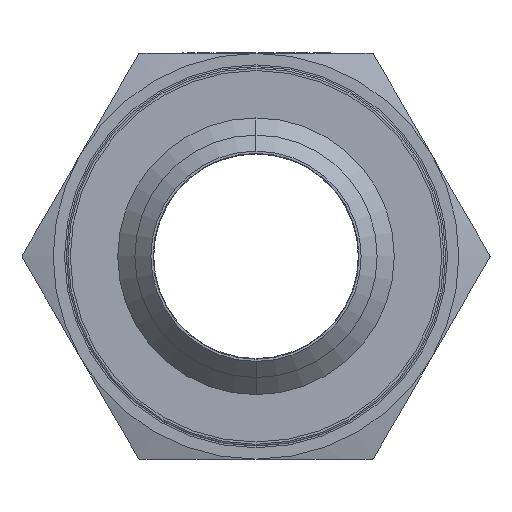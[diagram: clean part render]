
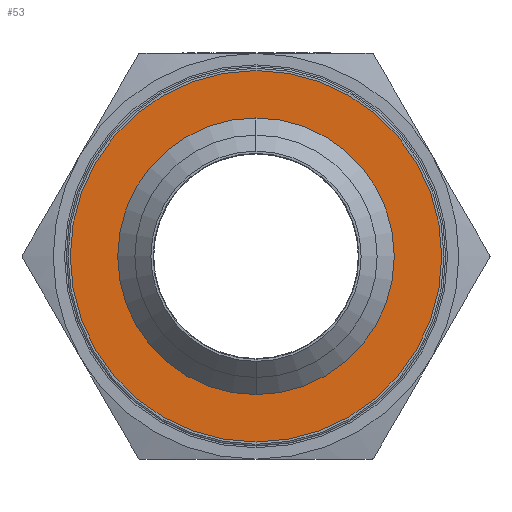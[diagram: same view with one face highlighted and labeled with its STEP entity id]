
A CAD part, left-side view. The second image highlights one B-rep face of the part: STEP entity #53.
In plain terms, the highlighted planar face has unit normal (-1, 0, 0).
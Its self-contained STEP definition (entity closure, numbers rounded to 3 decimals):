
#53 = ADVANCED_FACE ( 'NONE', ( #2452, #804 ), #6609, .F. ) ;
#513 = DIRECTION ( 'NONE',  ( 1., 0., 0. ) ) ;
#804 = FACE_OUTER_BOUND ( 'NONE', #8367, .T. ) ;
#1384 = AXIS2_PLACEMENT_3D ( 'NONE', #1547, #1594, #9770 ) ;
#1547 = CARTESIAN_POINT ( 'NONE',  ( -12.65, 0., 0. ) ) ;
#1594 = DIRECTION ( 'NONE',  ( -1., 0., 0. ) ) ;
#1985 = EDGE_CURVE ( 'NONE', #8669, #10120, #3057, .T. ) ;
#2294 = ORIENTED_EDGE ( 'NONE', *, *, #6064, .T. ) ;
#2452 = FACE_BOUND ( 'NONE', #4930, .T. ) ;
#2849 = DIRECTION ( 'NONE',  ( 1., 0., 0. ) ) ;
#2902 = CIRCLE ( 'NONE', #1384, 32.5 ) ;
#3057 = CIRCLE ( 'NONE', #12790, 24.2 ) ;
#3103 = CARTESIAN_POINT ( 'NONE',  ( -12.65, 0., 0. ) ) ;
#4015 = DIRECTION ( 'NONE',  ( 0., 0., 1. ) ) ;
#4640 = DIRECTION ( 'NONE',  ( 0., 1., 0. ) ) ;
#4930 = EDGE_LOOP ( 'NONE', ( #9816, #9566 ) ) ;
#4955 = CARTESIAN_POINT ( 'NONE',  ( -12.65, 0., 24.2 ) ) ;
#5158 = EDGE_CURVE ( 'NONE', #9901, #9971, #9891, .T. ) ;
#6064 = EDGE_CURVE ( 'NONE', #9971, #9901, #2902, .T. ) ;
#6609 = PLANE ( 'NONE',  #10940 ) ;
#6610 = DIRECTION ( 'NONE',  ( 0., 0., 1. ) ) ;
#6777 = CARTESIAN_POINT ( 'NONE',  ( -12.65, 0., 32.5 ) ) ;
#6942 = ORIENTED_EDGE ( 'NONE', *, *, #5158, .T. ) ;
#7271 = CIRCLE ( 'NONE', #9821, 24.2 ) ;
#8367 = EDGE_LOOP ( 'NONE', ( #2294, #6942 ) ) ;
#8663 = CARTESIAN_POINT ( 'NONE',  ( -12.65, 0., -24.2 ) ) ;
#8669 = VERTEX_POINT ( 'NONE', #8663 ) ;
#9041 = CARTESIAN_POINT ( 'NONE',  ( -12.65, 0., 0. ) ) ;
#9282 = DIRECTION ( 'NONE',  ( -1., 0., 0. ) ) ;
#9566 = ORIENTED_EDGE ( 'NONE', *, *, #1985, .T. ) ;
#9609 = AXIS2_PLACEMENT_3D ( 'NONE', #3103, #9282, #4015 ) ;
#9710 = CARTESIAN_POINT ( 'NONE',  ( -12.65, 0., 0. ) ) ;
#9753 = CARTESIAN_POINT ( 'NONE',  ( -12.65, 0., 0. ) ) ;
#9770 = DIRECTION ( 'NONE',  ( 0., 0., 1. ) ) ;
#9816 = ORIENTED_EDGE ( 'NONE', *, *, #10340, .T. ) ;
#9821 = AXIS2_PLACEMENT_3D ( 'NONE', #9753, #10679, #6610 ) ;
#9891 = CIRCLE ( 'NONE', #9609, 32.5 ) ;
#9901 = VERTEX_POINT ( 'NONE', #12916 ) ;
#9971 = VERTEX_POINT ( 'NONE', #6777 ) ;
#10120 = VERTEX_POINT ( 'NONE', #4955 ) ;
#10340 = EDGE_CURVE ( 'NONE', #10120, #8669, #7271, .T. ) ;
#10679 = DIRECTION ( 'NONE',  ( 1., 0., 0. ) ) ;
#10940 = AXIS2_PLACEMENT_3D ( 'NONE', #9710, #513, #4640 ) ;
#11129 = DIRECTION ( 'NONE',  ( 0., 0., 1. ) ) ;
#12790 = AXIS2_PLACEMENT_3D ( 'NONE', #9041, #2849, #11129 ) ;
#12916 = CARTESIAN_POINT ( 'NONE',  ( -12.65, 0., -32.5 ) ) ;
